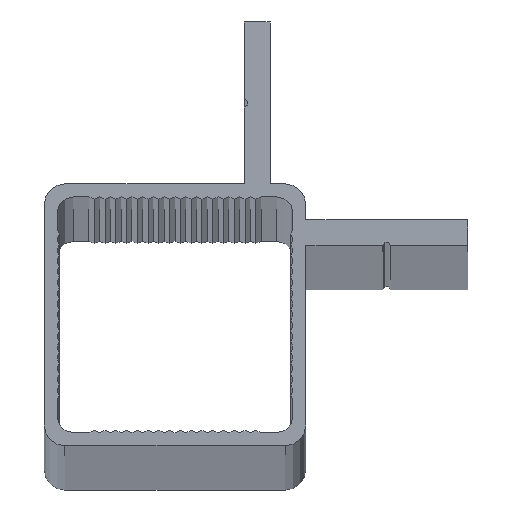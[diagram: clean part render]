
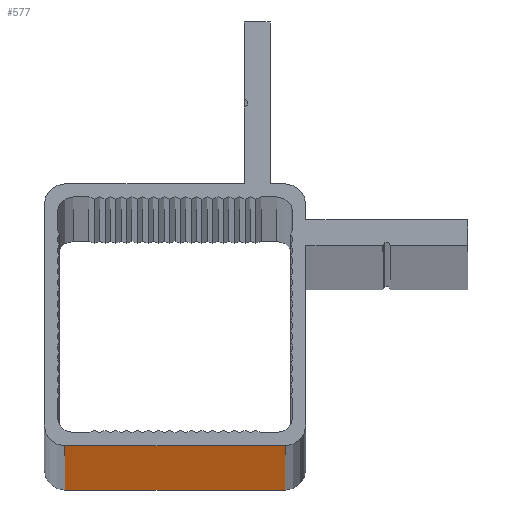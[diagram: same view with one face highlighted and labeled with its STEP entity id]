
A CAD part, top view. The second image highlights one B-rep face of the part: STEP entity #577.
In plain terms, the highlighted planar face has unit normal (0, -1, 0).
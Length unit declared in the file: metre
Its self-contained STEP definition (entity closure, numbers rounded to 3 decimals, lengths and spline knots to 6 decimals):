
#577=ADVANCED_FACE('',(#1300),#1301,.T.);
#1300=FACE_OUTER_BOUND('',#2383,.T.);
#1301=PLANE('',#2384);
#2383=EDGE_LOOP('',(#3802,#3803,#3804,#3805));
#2384=AXIS2_PLACEMENT_3D('',#3806,#3807,#3808);
#3802=ORIENTED_EDGE('',*,*,#5335,.F.);
#3803=ORIENTED_EDGE('',*,*,#5336,.F.);
#3804=ORIENTED_EDGE('',*,*,#5337,.T.);
#3805=ORIENTED_EDGE('',*,*,#5331,.T.);
#3806=CARTESIAN_POINT('',(0.364047,0.119379,0.0));
#3807=DIRECTION('',(0.0,-1.0,0.0));
#3808=DIRECTION('',(0.0,0.0,-1.0));
#5331=EDGE_CURVE('',#6159,#6156,#6160,.T.);
#5335=EDGE_CURVE('',#6165,#6156,#6166,.T.);
#5336=EDGE_CURVE('',#6167,#6165,#6168,.T.);
#5337=EDGE_CURVE('',#6167,#6159,#6169,.T.);
#6156=VERTEX_POINT('',#7322);
#6159=VERTEX_POINT('',#7325);
#6160=LINE('',#7326,#7327);
#6165=VERTEX_POINT('',#7333);
#6166=LINE('',#7334,#7335);
#6167=VERTEX_POINT('',#7336);
#6168=LINE('',#7337,#7338);
#6169=LINE('',#7339,#7340);
#7322=CARTESIAN_POINT('',(0.364047,0.119379,2.4892));
#7325=CARTESIAN_POINT('',(0.364047,0.119379,0.0));
#7326=CARTESIAN_POINT('',(0.364047,0.119379,0.0));
#7327=VECTOR('',#8305,1.0);
#7333=CARTESIAN_POINT('',(0.342457,0.119379,2.4892));
#7334=CARTESIAN_POINT('',(0.364047,0.119379,2.4892));
#7335=VECTOR('',#8310,1.0);
#7336=CARTESIAN_POINT('',(0.342457,0.119379,0.0));
#7337=CARTESIAN_POINT('',(0.342457,0.119379,0.0));
#7338=VECTOR('',#8311,1.0);
#7339=CARTESIAN_POINT('',(0.364047,0.119379,0.0));
#7340=VECTOR('',#8312,1.0);
#8305=DIRECTION('',(0.0,0.0,1.0));
#8310=DIRECTION('',(1.0,0.0,0.0));
#8311=DIRECTION('',(0.0,0.0,1.0));
#8312=DIRECTION('',(1.0,0.0,0.0));
